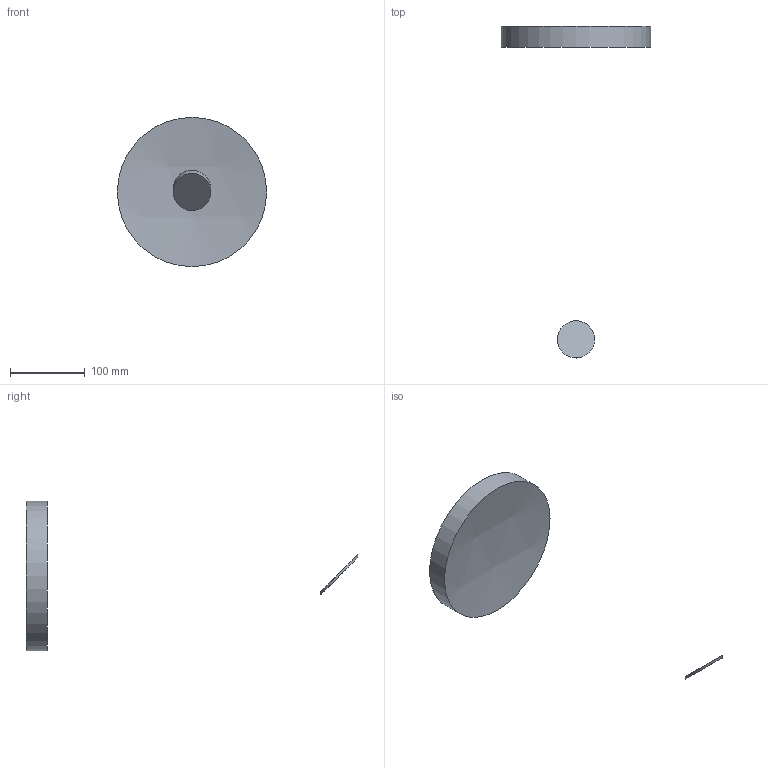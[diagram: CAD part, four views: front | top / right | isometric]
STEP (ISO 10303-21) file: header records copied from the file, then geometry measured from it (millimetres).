
FILE_DESCRIPTION(('FreeCAD Model'),'2;1');
FILE_NAME('Open CASCADE Shape Model','2023-03-21T18:29:28',('Author'),( ''),'Open CASCADE STEP processor 7.5','FreeCAD','Unknown');
FILE_SCHEMA(('AUTOMOTIVE_DESIGN { 1 0 10303 214 1 1 1 1 }'));
Length unit declared in the file: millimetre
Products named in the file (3): ____________________1; primary_mirror; reflector
Assembly tree (2 placements, depth 2):
  ____________________1
    primary_mirror
    reflector
Bounding box: 200 x 445 x 200 mm (x, y, z)
Volume: 768161 mm3; surface area: 87112.4 mm2
Topology: 2 solids, 2 shells, 6 faces, 6 edges, 4 vertices
Faces by surface type: plane 3, cylinder 2, sphere 1
Full cylindrical faces by diameter (mm): 50 x1, 200 x1
Entity records: 381 total; most frequent: CARTESIAN_POINT 160, DIRECTION 37, AXIS2_PLACEMENT_3D 13, ORIENTED_EDGE 12, PCURVE 12, DEFINITIONAL_REPRESENTATION 12, LINE 8, VECTOR 8
